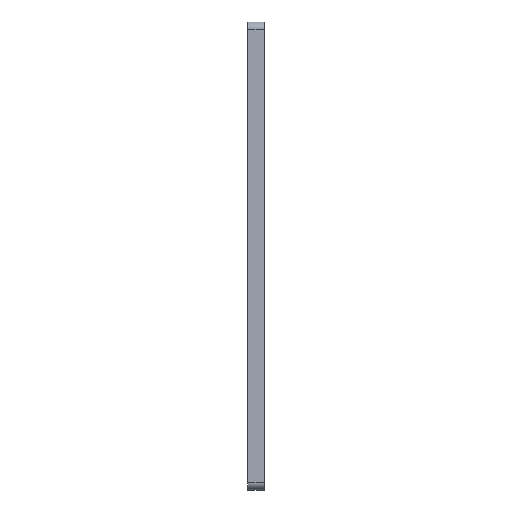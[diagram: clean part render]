
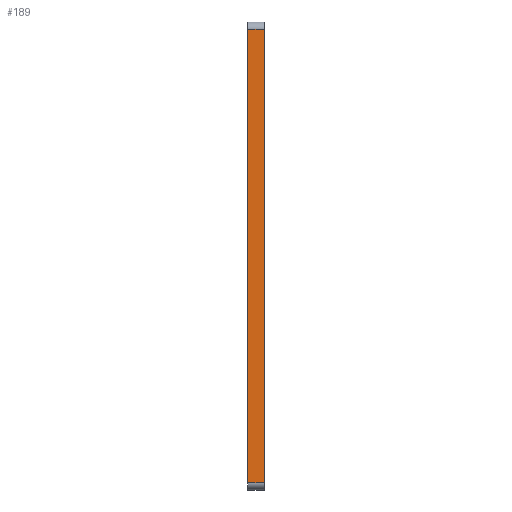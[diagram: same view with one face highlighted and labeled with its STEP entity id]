
A CAD part, left-side view. The second image highlights one B-rep face of the part: STEP entity #189.
In plain terms, the highlighted planar face has unit normal (-1, 0, 0).
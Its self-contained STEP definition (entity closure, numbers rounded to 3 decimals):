
#21 = LINE ( 'NONE', #73, #427 ) ;
#29 = CARTESIAN_POINT ( 'NONE',  ( 0., 2.286, -1. ) ) ;
#37 = EDGE_CURVE ( 'NONE', #179, #614, #21, .T. ) ;
#60 = EDGE_CURVE ( 'NONE', #262, #179, #367, .T. ) ;
#71 = VECTOR ( 'NONE', #746, 1000. ) ;
#73 = CARTESIAN_POINT ( 'NONE',  ( 0., 2.286, 0. ) ) ;
#94 = VECTOR ( 'NONE', #710, 1000. ) ;
#116 = CARTESIAN_POINT ( 'NONE',  ( 0., 0., 0. ) ) ;
#129 = VECTOR ( 'NONE', #264, 1000. ) ;
#179 = VERTEX_POINT ( 'NONE', #387 ) ;
#189 = ADVANCED_FACE ( 'NONE', ( #458 ), #733, .T. ) ;
#207 = ORIENTED_EDGE ( 'NONE', *, *, #60, .T. ) ;
#209 = DIRECTION ( 'NONE',  ( 0., 0., 1. ) ) ;
#232 = AXIS2_PLACEMENT_3D ( 'NONE', #739, #269, #209 ) ;
#262 = VERTEX_POINT ( 'NONE', #276 ) ;
#264 = DIRECTION ( 'NONE',  ( 0., -1., 0. ) ) ;
#269 = DIRECTION ( 'NONE',  ( -1., 0., 0. ) ) ;
#276 = CARTESIAN_POINT ( 'NONE',  ( 0., 0., -1. ) ) ;
#281 = EDGE_CURVE ( 'NONE', #614, #696, #336, .T. ) ;
#292 = CARTESIAN_POINT ( 'NONE',  ( 0., 2.286, -63. ) ) ;
#336 = LINE ( 'NONE', #625, #129 ) ;
#354 = EDGE_CURVE ( 'NONE', #262, #696, #735, .T. ) ;
#367 = LINE ( 'NONE', #29, #94 ) ;
#387 = CARTESIAN_POINT ( 'NONE',  ( 0., 2.286, -1. ) ) ;
#427 = VECTOR ( 'NONE', #620, 1000. ) ;
#435 = EDGE_LOOP ( 'NONE', ( #590, #207, #524, #541 ) ) ;
#458 = FACE_OUTER_BOUND ( 'NONE', #435, .T. ) ;
#465 = CARTESIAN_POINT ( 'NONE',  ( 0., 0., -63. ) ) ;
#524 = ORIENTED_EDGE ( 'NONE', *, *, #37, .T. ) ;
#541 = ORIENTED_EDGE ( 'NONE', *, *, #281, .T. ) ;
#590 = ORIENTED_EDGE ( 'NONE', *, *, #354, .F. ) ;
#614 = VERTEX_POINT ( 'NONE', #292 ) ;
#620 = DIRECTION ( 'NONE',  ( 0., 0., -1. ) ) ;
#625 = CARTESIAN_POINT ( 'NONE',  ( 0., 2.286, -63. ) ) ;
#696 = VERTEX_POINT ( 'NONE', #465 ) ;
#710 = DIRECTION ( 'NONE',  ( 0., 1., 0. ) ) ;
#733 = PLANE ( 'NONE',  #232 ) ;
#735 = LINE ( 'NONE', #116, #71 ) ;
#739 = CARTESIAN_POINT ( 'NONE',  ( 0., 2.286, 0. ) ) ;
#746 = DIRECTION ( 'NONE',  ( 0., 0., -1. ) ) ;
